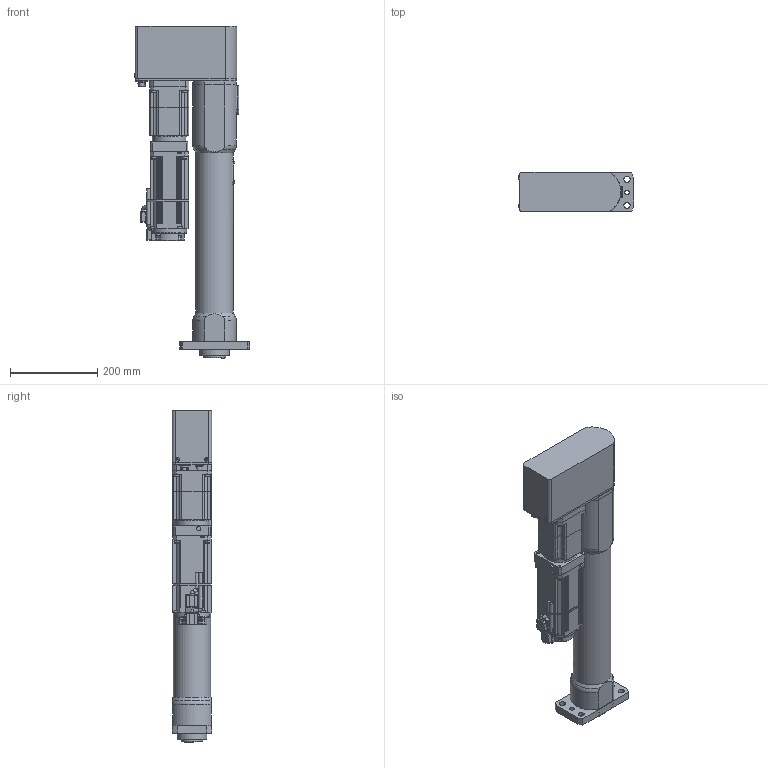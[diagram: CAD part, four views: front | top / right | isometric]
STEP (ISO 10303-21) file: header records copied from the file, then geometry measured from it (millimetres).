
FILE_DESCRIPTION(/* description */ (''),/* implementation_level */ '2;1');
FILE_NAME(/* name */ 'DPS-301R4J-30PB-CE(-P)(DS-P109_P110)_OUTLINE.stp',/* time_stamp */ '2024-05-08T11:19:22+09:00',/* author */ ('y-mizuno'),/* organization */ (''),/* preprocessor_version */ 'ST-DEVELOPER v19.2',/* originating_system */ 'Autodesk Inventor 2023',/* authorisation */ '');
FILE_SCHEMA (('CONFIG_CONTROL_DESIGN'));
Products named in the file (3): DPS-301R4J-30PB-CE(-P)(DS-P109_P110)_OUTLINE; DPS-301R4J-30PB-CE(DS-P109)_BODY; DPS-301R4J-30FB-CE_(DS-P072)_可動部
Assembly tree (2 placements, depth 2):
  DPS-301R4J-30PB-CE(-P)(DS-P109_P110)_OUTLINE
    DPS-301R4J-30PB-CE(DS-P109)_BODY
    DPS-301R4J-30FB-CE_(DS-P072)_可動部
Bounding box: 263.5 x 90 x 760 mm (x, y, z)
Volume: 9071818.1 mm3; surface area: 663987 mm2
Topology: 2 solids, 2 shells, 1683 faces, 4520 edges, 2908 vertices
Faces by surface type: plane 984, cylinder 403, bspline 154, torus 77, cone 57, sphere 8
Full cylindrical faces by diameter (mm): 1 x7, 1.2 x3, 1.4 x3, 2.459 x1, 3 x7, 3.1 x1, 3.2 x4, 3.242 x1, 4 x1, 4.917 x12, 5 x2, 6.647 x2, 7 x6, 7.5 x4, 8 x10, 8.5 x8, 9.9 x1, 10 x6, 10.6 x1, 10.7 x1, 12 x1, 13 x8, 14 x12, 16 x2, 18 x1, 32 x1, 50 x2, 58 x1, 68 x1, 77 x1
Entity records: 60168 total; most frequent: CARTESIAN_POINT 16955, ORIENTED_EDGE 8988, DIRECTION 8121, EDGE_CURVE 4494, VERTEX_POINT 2909, LINE 2825, VECTOR 2825, AXIS2_PLACEMENT_3D 2648
